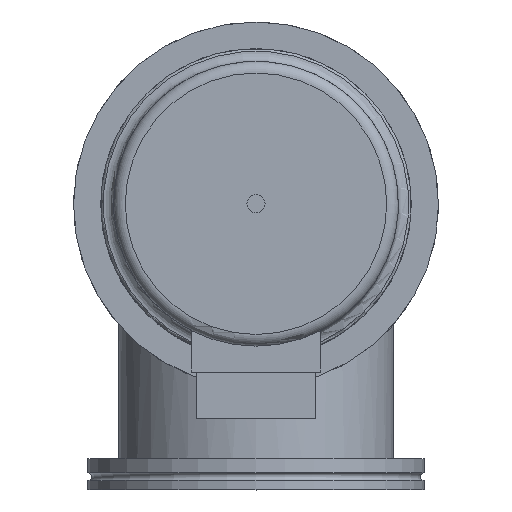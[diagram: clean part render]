
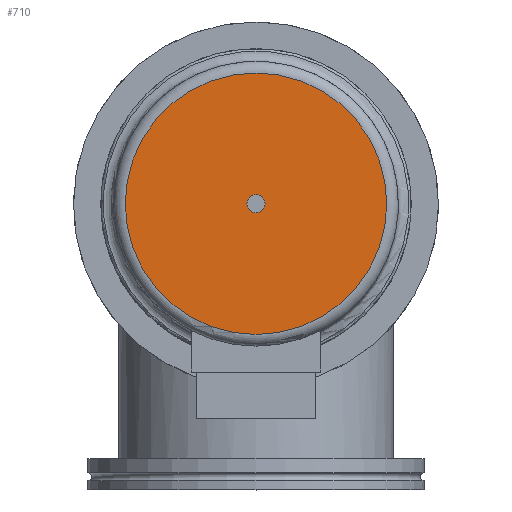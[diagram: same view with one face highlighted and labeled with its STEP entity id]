
A CAD part, top view. The second image highlights one B-rep face of the part: STEP entity #710.
In plain terms, the highlighted planar face has unit normal (0, 0, 1).
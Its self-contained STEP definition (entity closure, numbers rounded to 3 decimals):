
#710=ADVANCED_FACE('',(#1325,#1327),#1329,.T.);
#1325=FACE_BOUND('',#1326,.T.);
#1326=EDGE_LOOP('',(#1565));
#1327=FACE_BOUND('',#1328,.T.);
#1328=EDGE_LOOP('',(#1566));
#1329=PLANE('',#1330);
#1330=AXIS2_PLACEMENT_3D('',#1331,#1332,#1333);
#1331=CARTESIAN_POINT('',(0.,0.,371.5));
#1332=DIRECTION('',(0.,0.,1.));
#1333=DIRECTION('',(0.,-1.,0.));
#1565=ORIENTED_EDGE('',*,*,#1677,.F.);
#1566=ORIENTED_EDGE('',*,*,#1678,.T.);
#1677=EDGE_CURVE('',#1872,#1872,#1873,.T.);
#1678=EDGE_CURVE('',#1874,#1874,#1875,.T.);
#1872=VERTEX_POINT('',#2821);
#1873=CIRCLE('',#2822,50.5);
#1874=VERTEX_POINT('',#2826);
#1875=CIRCLE('',#2827,3.5);
#2821=CARTESIAN_POINT('',(0.,-50.5,371.5));
#2822=AXIS2_PLACEMENT_3D('',#2823,#2824,#2825);
#2823=CARTESIAN_POINT('',(0.,0.,371.5));
#2824=DIRECTION('',(0.,0.,-1.));
#2825=DIRECTION('',(0.,-1.,0.));
#2826=CARTESIAN_POINT('',(0.,-3.5,371.5));
#2827=AXIS2_PLACEMENT_3D('',#2828,#2829,#2830);
#2828=CARTESIAN_POINT('',(0.,0.,371.5));
#2829=DIRECTION('',(0.,0.,-1.));
#2830=DIRECTION('',(0.,-1.,0.));
